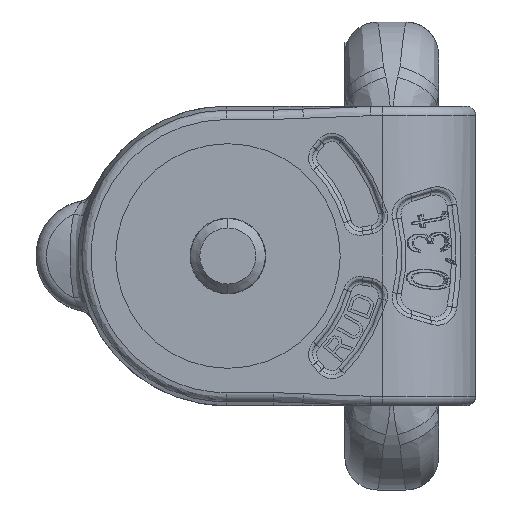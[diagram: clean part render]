
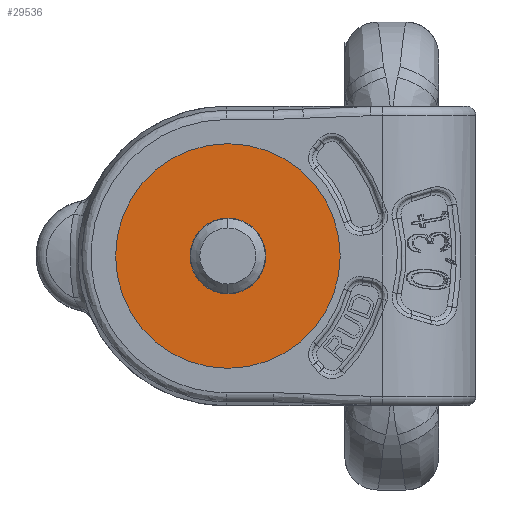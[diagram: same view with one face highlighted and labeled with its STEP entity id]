
A CAD part, front view. The second image highlights one B-rep face of the part: STEP entity #29536.
In plain terms, the highlighted planar face has unit normal (0, -1, 0).
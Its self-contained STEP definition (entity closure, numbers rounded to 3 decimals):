
#9412=CARTESIAN_POINT('',(-29.5,-4.45,0.));
#9413=DIRECTION('',(0.,1.,0.));
#9414=DIRECTION('',(1.,0.,0.));
#9415=AXIS2_PLACEMENT_3D('',#9412,#9413,#9414);
#9417=CARTESIAN_POINT('',(-29.5,-4.45,0.));
#9418=DIRECTION('',(0.,1.,0.));
#9419=DIRECTION('',(-1.,0.,0.));
#9420=AXIS2_PLACEMENT_3D('',#9417,#9418,#9419);
#9430=CARTESIAN_POINT('',(-29.5,-4.45,0.));
#9431=DIRECTION('',(0.,1.,0.));
#9432=DIRECTION('',(1.,0.,0.));
#9433=AXIS2_PLACEMENT_3D('',#9430,#9431,#9432);
#9435=CARTESIAN_POINT('',(-29.5,-4.45,0.));
#9436=DIRECTION('',(0.,-1.,0.));
#9437=DIRECTION('',(1.,0.,0.));
#9438=AXIS2_PLACEMENT_3D('',#9435,#9436,#9437);
#12792=CARTESIAN_POINT('',(-17.5,-4.45,0.));
#12794=VERTEX_POINT('',#12792);
#12800=CARTESIAN_POINT('',(-41.5,-4.45,0.));
#12802=VERTEX_POINT('',#12800);
#12824=CARTESIAN_POINT('',(-25.45,-4.45,0.));
#12825=CARTESIAN_POINT('',(-33.55,-4.45,0.));
#12826=VERTEX_POINT('',#12824);
#12827=VERTEX_POINT('',#12825);
#29521=CARTESIAN_POINT('',(-29.5,-4.45,0.));
#29522=DIRECTION('',(0.,-1.,0.));
#29523=DIRECTION('',(-1.,0.,0.));
#29524=AXIS2_PLACEMENT_3D('',#29521,#29522,#29523);
#29525=PLANE('',#29524);
#29527=ORIENTED_EDGE('',*,*,#29526,.T.);
#29529=ORIENTED_EDGE('',*,*,#29528,.F.);
#29530=EDGE_LOOP('',(#29527,#29529));
#29531=FACE_OUTER_BOUND('',#29530,.F.);
#29532=ORIENTED_EDGE('',*,*,#29500,.F.);
#29533=ORIENTED_EDGE('',*,*,#29514,.F.);
#29534=EDGE_LOOP('',(#29532,#29533));
#29535=FACE_BOUND('',#29534,.F.);
#29536=ADVANCED_FACE('',(#29531,#29535),#29525,.T.);
#9416=CIRCLE('',#9415,4.05);
#9421=CIRCLE('',#9420,4.05);
#9434=CIRCLE('',#9433,12.);
#9439=CIRCLE('',#9438,12.);
#29500=EDGE_CURVE('',#12826,#12827,#9416,.T.);
#29514=EDGE_CURVE('',#12827,#12826,#9421,.T.);
#29526=EDGE_CURVE('',#12794,#12802,#9434,.T.);
#29528=EDGE_CURVE('',#12794,#12802,#9439,.T.);
